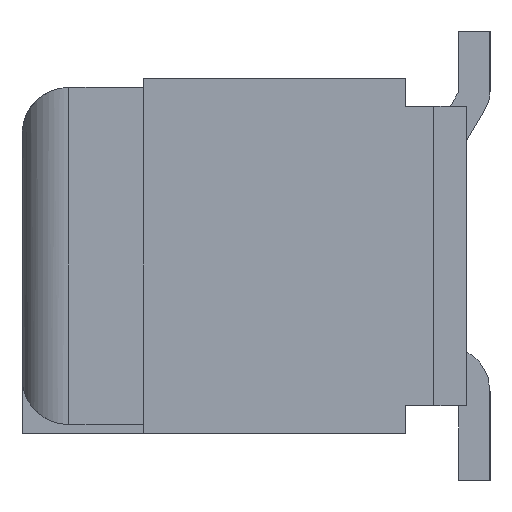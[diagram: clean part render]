
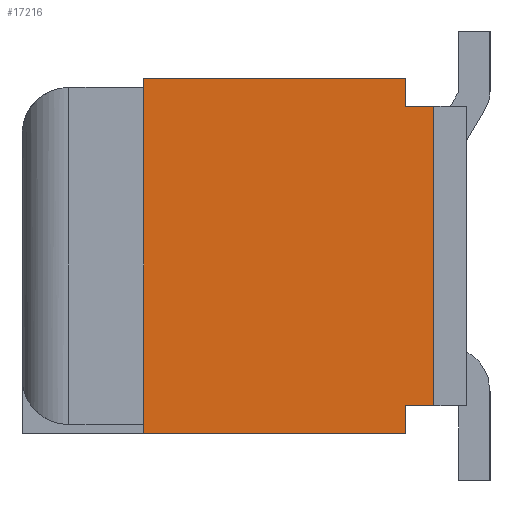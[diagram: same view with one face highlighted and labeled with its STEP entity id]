
A CAD part, left-side view. The second image highlights one B-rep face of the part: STEP entity #17216.
In plain terms, the highlighted planar face has unit normal (-1, 0, 0).
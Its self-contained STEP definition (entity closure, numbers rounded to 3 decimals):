
#7004=EDGE_CURVE('',#9724,#16806,#20766,.T.);
#7486=EDGE_CURVE('',#13062,#9724,#21290,.T.);
#9724=VERTEX_POINT('',#23718);
#11004=VERTEX_POINT('',#25110);
#11840=EDGE_CURVE('',#17940,#14370,#26020,.T.);
#13062=VERTEX_POINT('',#27358);
#13554=VERTEX_POINT('',#27890);
#14088=EDGE_CURVE('',#17624,#13554,#28465,.T.);
#14370=VERTEX_POINT('',#28774);
#14426=EDGE_CURVE('',#18436,#17624,#28835,.T.);
#15062=EDGE_CURVE('',#16806,#11004,#29526,.T.);
#16750=EDGE_CURVE('',#17940,#18074,#31363,.T.);
#16806=VERTEX_POINT('',#31425);
#17216=ADVANCED_FACE('',(#31876),#31877,.F.);
#17624=VERTEX_POINT('',#32329);
#17940=VERTEX_POINT('',#32667);
#18074=VERTEX_POINT('',#32815);
#18436=VERTEX_POINT('',#33210);
#19570=EDGE_CURVE('',#18074,#13062,#34432,.T.);
#19906=EDGE_CURVE('',#13554,#14370,#34801,.T.);
#20088=EDGE_CURVE('',#18436,#11004,#34998,.T.);
#20766=LINE('',#35767,#35768);
#21290=LINE('',#36541,#36542);
#23718=CARTESIAN_POINT('',(-16.5,0.6,1.6));
#25110=CARTESIAN_POINT('',(-16.5,0.9,1.9));
#26020=LINE('',#43408,#43409);
#27358=CARTESIAN_POINT('',(-16.5,0.6,-1.6));
#27890=CARTESIAN_POINT('',(-16.5,3.7,-1.8));
#28465=LINE('',#46978,#46979);
#28774=CARTESIAN_POINT('',(-16.5,3.7,-1.9));
#28835=LINE('',#47528,#47529);
#29526=LINE('',#48531,#48532);
#31363=LINE('',#51274,#51275);
#31425=CARTESIAN_POINT('',(-16.5,0.9,1.6));
#31876=FACE_OUTER_BOUND('',#51998,.T.);
#31877=PLANE('',#51999);
#32329=CARTESIAN_POINT('',(-16.5,3.7,1.8));
#32667=CARTESIAN_POINT('',(-16.5,0.9,-1.9));
#32815=CARTESIAN_POINT('',(-16.5,0.9,-1.6));
#33210=CARTESIAN_POINT('',(-16.5,3.7,1.9));
#34432=LINE('',#55703,#55704);
#34801=LINE('',#56228,#56229);
#34998=LINE('',#56529,#56530);
#35767=CARTESIAN_POINT('',(-16.5,1.213,1.6));
#35768=VECTOR('',#57492,1.0);
#36541=CARTESIAN_POINT('',(-16.5,0.6,0.0));
#36542=VECTOR('',#58048,1.0);
#43408=CARTESIAN_POINT('',(-16.5,1.975,-1.9));
#43409=VECTOR('',#62872,1.0);
#46978=CARTESIAN_POINT('',(-16.5,3.7,0.0));
#46979=VECTOR('',#65243,1.0);
#47528=CARTESIAN_POINT('',(-16.5,3.7,0.0));
#47529=VECTOR('',#65724,1.0);
#48531=CARTESIAN_POINT('',(-16.5,0.9,0.875));
#48532=VECTOR('',#66371,1.0);
#51274=CARTESIAN_POINT('',(-16.5,0.9,-0.875));
#51275=VECTOR('',#68109,1.0);
#51998=EDGE_LOOP('',(#68637,#68638,#68639,#68640,#68641,#68642,#68643,#68644,#68645,#68646));
#51999=AXIS2_PLACEMENT_3D('',#68647,#68648,#68649);
#55703=CARTESIAN_POINT('',(-16.5,1.213,-1.6));
#55704=VECTOR('',#71169,1.0);
#56228=CARTESIAN_POINT('',(-16.5,3.7,0.0));
#56229=VECTOR('',#71556,1.0);
#56529=CARTESIAN_POINT('',(-16.5,1.975,1.9));
#56530=VECTOR('',#71742,1.0);
#57492=DIRECTION('',(0.0,1.0,0.0));
#58048=DIRECTION('',(-0.0,0.0,1.0));
#62872=DIRECTION('',(0.0,1.0,0.0));
#65243=DIRECTION('',(0.0,0.0,-1.0));
#65724=DIRECTION('',(0.0,0.0,-1.0));
#66371=DIRECTION('',(-0.0,0.0,1.0));
#68109=DIRECTION('',(-0.0,0.0,1.0));
#68637=ORIENTED_EDGE('',*,*,#19570,.T.);
#68638=ORIENTED_EDGE('',*,*,#7486,.T.);
#68639=ORIENTED_EDGE('',*,*,#7004,.T.);
#68640=ORIENTED_EDGE('',*,*,#15062,.T.);
#68641=ORIENTED_EDGE('',*,*,#20088,.F.);
#68642=ORIENTED_EDGE('',*,*,#14426,.T.);
#68643=ORIENTED_EDGE('',*,*,#14088,.T.);
#68644=ORIENTED_EDGE('',*,*,#19906,.T.);
#68645=ORIENTED_EDGE('',*,*,#11840,.F.);
#68646=ORIENTED_EDGE('',*,*,#16750,.T.);
#68647=CARTESIAN_POINT('',(-16.5,1.975,0.0));
#68648=DIRECTION('',(1.0,0.0,0.0));
#68649=DIRECTION('',(0.0,0.0,-1.0));
#71169=DIRECTION('',(0.0,-1.0,0.0));
#71556=DIRECTION('',(0.0,0.0,-1.0));
#71742=DIRECTION('',(0.0,-1.0,0.0));
